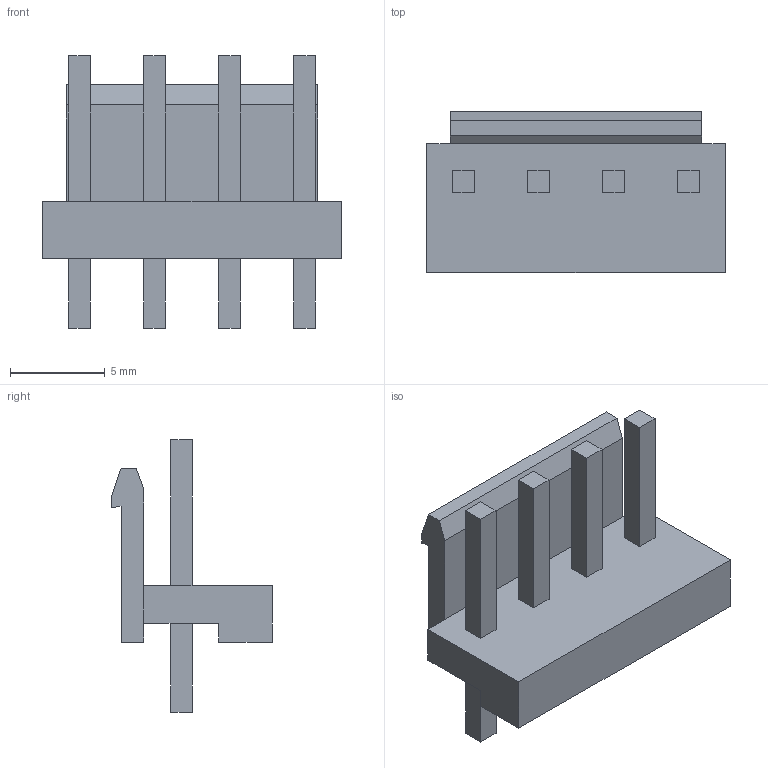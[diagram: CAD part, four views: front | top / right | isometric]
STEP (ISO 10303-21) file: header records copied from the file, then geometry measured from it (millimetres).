
FILE_DESCRIPTION(('STEP AP242'),'1');
FILE_NAME('1-1123723-4.stp','2022-08-03T05:39:16',('TraceParts'),('TraceParts S.A.'),'Spatial InterOp 3D',' ',' ');
FILE_SCHEMA(('AP242_MANAGED_MODEL_BASED_3D_ENGINEERING_MIM_LF {1 0 10303 442 1 1 4}'));
Length unit declared in the file: millimetre
Products named in the file (1): 1-1123723-4
Bounding box: 15.78 x 8.5 x 14.4 mm (x, y, z)
Volume: 476.4 mm3; surface area: 819 mm2
Topology: 1 solids, 1 shells, 60 faces, 146 edges, 96 vertices
Faces by surface type: plane 60
Entity records: 1733 total; most frequent: CARTESIAN_POINT 303, ORIENTED_EDGE 292, DIRECTION 268, EDGE_CURVE 146, LINE 146, VECTOR 146, VERTEX_POINT 96, EDGE_LOOP 68
